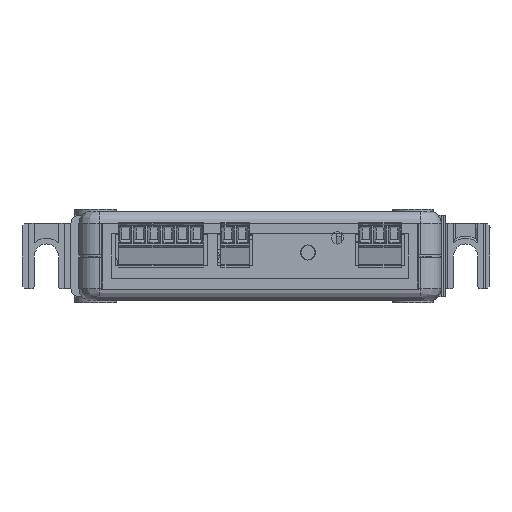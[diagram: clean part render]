
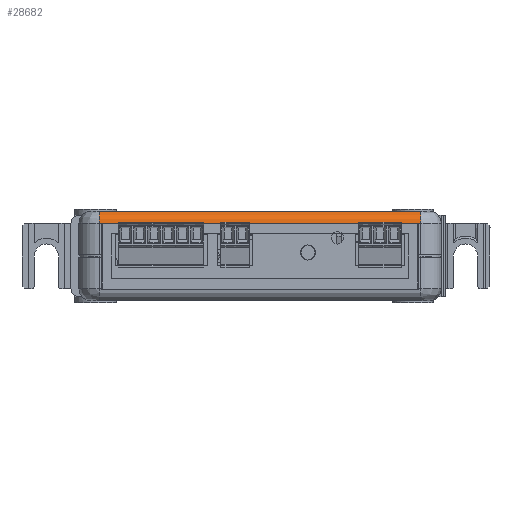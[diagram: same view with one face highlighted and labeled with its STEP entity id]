
A CAD part, front view. The second image highlights one B-rep face of the part: STEP entity #28682.
In plain terms, the highlighted cylindrical face has radius 3 mm (diameter 6 mm), a partial arc.
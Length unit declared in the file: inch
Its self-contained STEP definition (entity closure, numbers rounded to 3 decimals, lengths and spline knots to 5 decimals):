
#5948 = EDGE_CURVE ( 'NONE', #55287, #132208, #59228, .T. ) ;
#14313 = CARTESIAN_POINT ( 'NONE',  ( -0.31496, 1.59449, 3.67323 ) ) ;
#18662 = CARTESIAN_POINT ( 'NONE',  ( -0.31496, 1.5748, 3.67323 ) ) ;
#23357 = EDGE_LOOP ( 'NONE', ( #93732, #94936, #74833, #171246, #61910, #151546 ) ) ;
#28682 = ADVANCED_FACE ( 'NONE', ( #155482 ), #88688, .T. ) ;
#31579 = VECTOR ( 'NONE', #44497, 39.37008 ) ;
#33181 = DIRECTION ( 'NONE',  ( 0., 1., 0. ) ) ;
#39689 = EDGE_CURVE ( 'NONE', #62771, #55287, #120258, .T. ) ;
#42001 = VERTEX_POINT ( 'NONE', #14313 ) ;
#44497 = DIRECTION ( 'NONE',  ( 0., -1., 0. ) ) ;
#48359 = CARTESIAN_POINT ( 'NONE',  ( -0.31496, -1.49606, 3.67323 ) ) ;
#53564 = CIRCLE ( 'NONE', #95551, 0.11811 ) ;
#55287 = VERTEX_POINT ( 'NONE', #48359 ) ;
#56131 = LINE ( 'NONE', #163304, #106502 ) ;
#59228 = LINE ( 'NONE', #125146, #151916 ) ;
#61910 = ORIENTED_EDGE ( 'NONE', *, *, #5948, .T. ) ;
#62771 = VERTEX_POINT ( 'NONE', #127476 ) ;
#65426 = CARTESIAN_POINT ( 'NONE',  ( -0.31496, -1.51575, 3.55512 ) ) ;
#66641 = DIRECTION ( 'NONE',  ( 0., 1., 0. ) ) ;
#69750 = VECTOR ( 'NONE', #66641, 39.37008 ) ;
#74833 = ORIENTED_EDGE ( 'NONE', *, *, #168940, .F. ) ;
#77229 = CARTESIAN_POINT ( 'NONE',  ( -0.31496, 0.03937, 3.55512 ) ) ;
#82544 = AXIS2_PLACEMENT_3D ( 'NONE', #155292, #118363, #114907 ) ;
#84901 = CARTESIAN_POINT ( 'NONE',  ( -0.43307, 0.03937, 3.55512 ) ) ;
#88688 = CYLINDRICAL_SURFACE ( 'NONE', #169967, 0.11811 ) ;
#93732 = ORIENTED_EDGE ( 'NONE', *, *, #96407, .F. ) ;
#94936 = ORIENTED_EDGE ( 'NONE', *, *, #135395, .T. ) ;
#95551 = AXIS2_PLACEMENT_3D ( 'NONE', #65426, #120766, #119038 ) ;
#96407 = EDGE_CURVE ( 'NONE', #172228, #42001, #110678, .T. ) ;
#102741 = DIRECTION ( 'NONE',  ( 0., 1., 0. ) ) ;
#104265 = VERTEX_POINT ( 'NONE', #109976 ) ;
#106502 = VECTOR ( 'NONE', #33181, 39.37008 ) ;
#109976 = CARTESIAN_POINT ( 'NONE',  ( -0.43307, -1.51575, 3.55512 ) ) ;
#110678 = CIRCLE ( 'NONE', #82544, 0.11811 ) ;
#114907 = DIRECTION ( 'NONE',  ( 0., 0., 1. ) ) ;
#118363 = DIRECTION ( 'NONE',  ( 0., 1., 0. ) ) ;
#119038 = DIRECTION ( 'NONE',  ( 0., 0., 1. ) ) ;
#120258 = LINE ( 'NONE', #158917, #69750 ) ;
#120766 = DIRECTION ( 'NONE',  ( 0., -1., 0. ) ) ;
#125146 = CARTESIAN_POINT ( 'NONE',  ( -0.31496, 0.03937, 3.67323 ) ) ;
#127476 = CARTESIAN_POINT ( 'NONE',  ( -0.31496, -1.51575, 3.67323 ) ) ;
#132208 = VERTEX_POINT ( 'NONE', #18662 ) ;
#135395 = EDGE_CURVE ( 'NONE', #172228, #104265, #139371, .T. ) ;
#139371 = LINE ( 'NONE', #84901, #31579 ) ;
#143148 = DIRECTION ( 'NONE',  ( 0., 0., 1. ) ) ;
#151495 = DIRECTION ( 'NONE',  ( 0., 1., 0. ) ) ;
#151546 = ORIENTED_EDGE ( 'NONE', *, *, #163045, .T. ) ;
#151916 = VECTOR ( 'NONE', #151495, 39.37008 ) ;
#155292 = CARTESIAN_POINT ( 'NONE',  ( -0.31496, 1.59449, 3.55512 ) ) ;
#155482 = FACE_OUTER_BOUND ( 'NONE', #23357, .T. ) ;
#158917 = CARTESIAN_POINT ( 'NONE',  ( -0.31496, -1.51575, 3.67323 ) ) ;
#163045 = EDGE_CURVE ( 'NONE', #132208, #42001, #56131, .T. ) ;
#163304 = CARTESIAN_POINT ( 'NONE',  ( -0.31496, -1.51575, 3.67323 ) ) ;
#163823 = CARTESIAN_POINT ( 'NONE',  ( -0.43307, 1.59449, 3.55512 ) ) ;
#168940 = EDGE_CURVE ( 'NONE', #62771, #104265, #53564, .T. ) ;
#169967 = AXIS2_PLACEMENT_3D ( 'NONE', #77229, #102741, #143148 ) ;
#171246 = ORIENTED_EDGE ( 'NONE', *, *, #39689, .T. ) ;
#172228 = VERTEX_POINT ( 'NONE', #163823 ) ;
